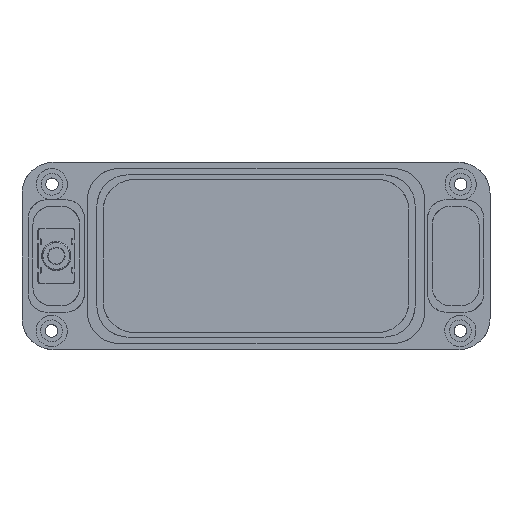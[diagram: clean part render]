
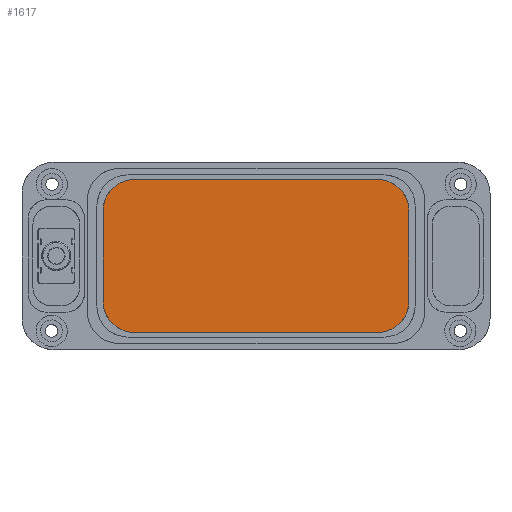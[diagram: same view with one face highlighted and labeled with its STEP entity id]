
A CAD part, top view. The second image highlights one B-rep face of the part: STEP entity #1617.
In plain terms, the highlighted free-form (B-spline) face has degree [1, 1] with [2, 2] control points.
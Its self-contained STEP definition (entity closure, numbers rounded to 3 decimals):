
#1564 = VERTEX_POINT('',#1565);
#1565 = CARTESIAN_POINT('',(43.344,-12.826,
    2.388));
#1570 = EDGE_CURVE('',#1564,#1571,#1573,.T.);
#1571 = VERTEX_POINT('',#1572);
#1572 = CARTESIAN_POINT('',(34.498,-21.672,
    2.388));
#1573 = ( BOUNDED_CURVE() B_SPLINE_CURVE(2,(#1574,#1575,#1576),
.UNSPECIFIED.,.F.,.F.) B_SPLINE_CURVE_WITH_KNOTS((3,3),(5.498,
7.069),.PIECEWISE_BEZIER_KNOTS.) CURVE() 
GEOMETRIC_REPRESENTATION_ITEM() RATIONAL_B_SPLINE_CURVE((1.,
0.707,1.)) REPRESENTATION_ITEM('') );
#1574 = CARTESIAN_POINT('',(43.344,-12.826,
    2.388));
#1575 = CARTESIAN_POINT('',(43.344,-21.672,
    2.388));
#1576 = CARTESIAN_POINT('',(34.498,-21.672,
    2.388));
#1594 = EDGE_CURVE('',#1595,#1571,#1597,.T.);
#1595 = VERTEX_POINT('',#1596);
#1596 = CARTESIAN_POINT('',(-34.498,-21.672,
    2.388));
#1597 = B_SPLINE_CURVE_WITH_KNOTS('',1,(#1598,#1599),.UNSPECIFIED.,.F.,
  .F.,(2,2),(10.,88.),.PIECEWISE_BEZIER_KNOTS.);
#1598 = CARTESIAN_POINT('',(-34.498,-21.672,
    2.388));
#1599 = CARTESIAN_POINT('',(34.498,-21.672,
    2.388));
#1617 = ADVANCED_FACE('',(#1618),#1665,.F.);
#1618 = FACE_BOUND('',#1619,.T.);
#1619 = EDGE_LOOP('',(#1620,#1621,#1628,#1636,#1643,#1651,#1658,#1664));
#1620 = ORIENTED_EDGE('',*,*,#1570,.F.);
#1621 = ORIENTED_EDGE('',*,*,#1622,.T.);
#1622 = EDGE_CURVE('',#1564,#1623,#1625,.T.);
#1623 = VERTEX_POINT('',#1624);
#1624 = CARTESIAN_POINT('',(43.344,12.826,
    2.388));
#1625 = B_SPLINE_CURVE_WITH_KNOTS('',1,(#1626,#1627),.UNSPECIFIED.,.F.,
  .F.,(2,2),(10.,39.),.PIECEWISE_BEZIER_KNOTS.);
#1626 = CARTESIAN_POINT('',(43.344,-12.826,
    2.388));
#1627 = CARTESIAN_POINT('',(43.344,12.826,
    2.388));
#1628 = ORIENTED_EDGE('',*,*,#1629,.F.);
#1629 = EDGE_CURVE('',#1630,#1623,#1632,.T.);
#1630 = VERTEX_POINT('',#1631);
#1631 = CARTESIAN_POINT('',(34.498,21.672,
    2.388));
#1632 = ( BOUNDED_CURVE() B_SPLINE_CURVE(2,(#1633,#1634,#1635),
.UNSPECIFIED.,.F.,.F.) B_SPLINE_CURVE_WITH_KNOTS((3,3),(5.498,
7.069),.PIECEWISE_BEZIER_KNOTS.) CURVE() 
GEOMETRIC_REPRESENTATION_ITEM() RATIONAL_B_SPLINE_CURVE((1.,
0.707,1.)) REPRESENTATION_ITEM('') );
#1633 = CARTESIAN_POINT('',(34.498,21.672,
    2.388));
#1634 = CARTESIAN_POINT('',(43.344,21.672,
    2.388));
#1635 = CARTESIAN_POINT('',(43.344,12.826,
    2.388));
#1636 = ORIENTED_EDGE('',*,*,#1637,.T.);
#1637 = EDGE_CURVE('',#1630,#1638,#1640,.T.);
#1638 = VERTEX_POINT('',#1639);
#1639 = CARTESIAN_POINT('',(-34.498,21.672,
    2.388));
#1640 = B_SPLINE_CURVE_WITH_KNOTS('',1,(#1641,#1642),.UNSPECIFIED.,.F.,
  .F.,(2,2),(10.,88.),.PIECEWISE_BEZIER_KNOTS.);
#1641 = CARTESIAN_POINT('',(34.498,21.672,
    2.388));
#1642 = CARTESIAN_POINT('',(-34.498,21.672,
    2.388));
#1643 = ORIENTED_EDGE('',*,*,#1644,.F.);
#1644 = EDGE_CURVE('',#1645,#1638,#1647,.T.);
#1645 = VERTEX_POINT('',#1646);
#1646 = CARTESIAN_POINT('',(-43.344,12.826,
    2.388));
#1647 = ( BOUNDED_CURVE() B_SPLINE_CURVE(2,(#1648,#1649,#1650),
.UNSPECIFIED.,.F.,.F.) B_SPLINE_CURVE_WITH_KNOTS((3,3),(5.498,
7.069),.PIECEWISE_BEZIER_KNOTS.) CURVE() 
GEOMETRIC_REPRESENTATION_ITEM() RATIONAL_B_SPLINE_CURVE((1.,
0.707,1.)) REPRESENTATION_ITEM('') );
#1648 = CARTESIAN_POINT('',(-43.344,12.826,
    2.388));
#1649 = CARTESIAN_POINT('',(-43.344,21.672,
    2.388));
#1650 = CARTESIAN_POINT('',(-34.498,21.672,
    2.388));
#1651 = ORIENTED_EDGE('',*,*,#1652,.T.);
#1652 = EDGE_CURVE('',#1645,#1653,#1655,.T.);
#1653 = VERTEX_POINT('',#1654);
#1654 = CARTESIAN_POINT('',(-43.344,-12.826,
    2.388));
#1655 = B_SPLINE_CURVE_WITH_KNOTS('',1,(#1656,#1657),.UNSPECIFIED.,.F.,
  .F.,(2,2),(10.,39.),.PIECEWISE_BEZIER_KNOTS.);
#1656 = CARTESIAN_POINT('',(-43.344,12.826,
    2.388));
#1657 = CARTESIAN_POINT('',(-43.344,-12.826,
    2.388));
#1658 = ORIENTED_EDGE('',*,*,#1659,.F.);
#1659 = EDGE_CURVE('',#1595,#1653,#1660,.T.);
#1660 = ( BOUNDED_CURVE() B_SPLINE_CURVE(2,(#1661,#1662,#1663),
.UNSPECIFIED.,.F.,.F.) B_SPLINE_CURVE_WITH_KNOTS((3,3),(5.498,
7.069),.PIECEWISE_BEZIER_KNOTS.) CURVE() 
GEOMETRIC_REPRESENTATION_ITEM() RATIONAL_B_SPLINE_CURVE((1.,
0.707,1.)) REPRESENTATION_ITEM('') );
#1661 = CARTESIAN_POINT('',(-34.498,-21.672,
    2.388));
#1662 = CARTESIAN_POINT('',(-43.344,-21.672,
    2.388));
#1663 = CARTESIAN_POINT('',(-43.344,-12.826,
    2.388));
#1664 = ORIENTED_EDGE('',*,*,#1594,.T.);
#1665 = B_SPLINE_SURFACE_WITH_KNOTS('',1,1,(
    (#1666,#1667)
    ,(#1668,#1669
    )),.UNSPECIFIED.,.F.,.F.,.F.,(2,2),(2,2),(-49.,49.),(-24.5,24.5),
  .PIECEWISE_BEZIER_KNOTS.);
#1666 = CARTESIAN_POINT('',(-43.344,21.672,
    2.388));
#1667 = CARTESIAN_POINT('',(-43.344,-21.672,
    2.388));
#1668 = CARTESIAN_POINT('',(43.344,21.672,
    2.388));
#1669 = CARTESIAN_POINT('',(43.344,-21.672,
    2.388));
